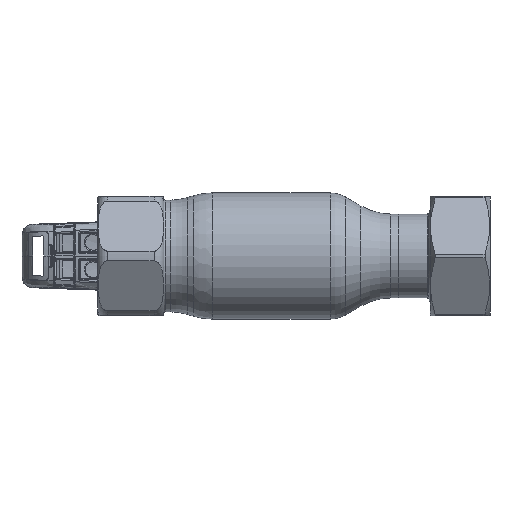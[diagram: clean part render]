
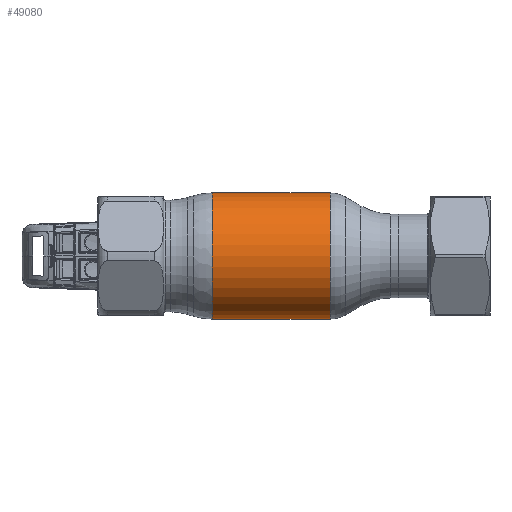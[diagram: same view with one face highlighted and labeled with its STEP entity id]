
A CAD part, front view. The second image highlights one B-rep face of the part: STEP entity #49080.
In plain terms, the highlighted cylindrical face has radius 19 mm (diameter 38 mm), a partial arc.
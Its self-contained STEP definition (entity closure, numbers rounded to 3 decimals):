
#423 = CARTESIAN_POINT ( 'NONE',  ( 62.69, 0., -19. ) ) ;
#1651 = AXIS2_PLACEMENT_3D ( 'NONE', #48751, #48996, #37909 ) ;
#2649 = CIRCLE ( 'NONE', #4649, 19. ) ;
#3504 = VERTEX_POINT ( 'NONE', #43697 ) ;
#4649 = AXIS2_PLACEMENT_3D ( 'NONE', #37552, #38478, #55098 ) ;
#6395 = VECTOR ( 'NONE', #39124, 1000. ) ;
#8154 = CARTESIAN_POINT ( 'NONE',  ( 62.69, 0., 19. ) ) ;
#8866 = DIRECTION ( 'NONE',  ( 1., 0., 0. ) ) ;
#10893 = VERTEX_POINT ( 'NONE', #70518 ) ;
#12062 = EDGE_CURVE ( 'NONE', #54070, #63631, #25311, .T. ) ;
#13269 = DIRECTION ( 'NONE',  ( 0., 0., -1. ) ) ;
#13717 = EDGE_CURVE ( 'NONE', #54070, #10893, #58647, .T. ) ;
#19976 = EDGE_LOOP ( 'NONE', ( #67953, #59188, #64343, #24938 ) ) ;
#21671 = EDGE_CURVE ( 'NONE', #63631, #3504, #69059, .T. ) ;
#22158 = CARTESIAN_POINT ( 'NONE',  ( -17.411, 0., -19. ) ) ;
#24938 = ORIENTED_EDGE ( 'NONE', *, *, #52195, .F. ) ;
#25044 = CYLINDRICAL_SURFACE ( 'NONE', #49185, 19. ) ;
#25311 = CIRCLE ( 'NONE', #1651, 19. ) ;
#37552 = CARTESIAN_POINT ( 'NONE',  ( 18.088, 0., 0. ) ) ;
#37909 = DIRECTION ( 'NONE',  ( 0., 0., -1. ) ) ;
#38478 = DIRECTION ( 'NONE',  ( 1., 0., 0. ) ) ;
#39124 = DIRECTION ( 'NONE',  ( 1., 0., 0. ) ) ;
#43697 = CARTESIAN_POINT ( 'NONE',  ( 18.088, 0., -19. ) ) ;
#46206 = DIRECTION ( 'NONE',  ( 1., 0., 0. ) ) ;
#46601 = VECTOR ( 'NONE', #8866, 1000. ) ;
#48751 = CARTESIAN_POINT ( 'NONE',  ( -17.411, 0., 0. ) ) ;
#48996 = DIRECTION ( 'NONE',  ( 1., 0., 0. ) ) ;
#49080 = ADVANCED_FACE ( 'NONE', ( #54412 ), #25044, .T. ) ;
#49185 = AXIS2_PLACEMENT_3D ( 'NONE', #61791, #46206, #13269 ) ;
#52195 = EDGE_CURVE ( 'NONE', #10893, #3504, #2649, .T. ) ;
#54070 = VERTEX_POINT ( 'NONE', #58311 ) ;
#54412 = FACE_OUTER_BOUND ( 'NONE', #19976, .T. ) ;
#55098 = DIRECTION ( 'NONE',  ( 0., 0., -1. ) ) ;
#58311 = CARTESIAN_POINT ( 'NONE',  ( -17.411, 0., 19. ) ) ;
#58647 = LINE ( 'NONE', #8154, #46601 ) ;
#59188 = ORIENTED_EDGE ( 'NONE', *, *, #12062, .T. ) ;
#61791 = CARTESIAN_POINT ( 'NONE',  ( 62.69, 0., 0. ) ) ;
#63631 = VERTEX_POINT ( 'NONE', #22158 ) ;
#64343 = ORIENTED_EDGE ( 'NONE', *, *, #21671, .T. ) ;
#67953 = ORIENTED_EDGE ( 'NONE', *, *, #13717, .F. ) ;
#69059 = LINE ( 'NONE', #423, #6395 ) ;
#70518 = CARTESIAN_POINT ( 'NONE',  ( 18.088, 0., 19. ) ) ;
